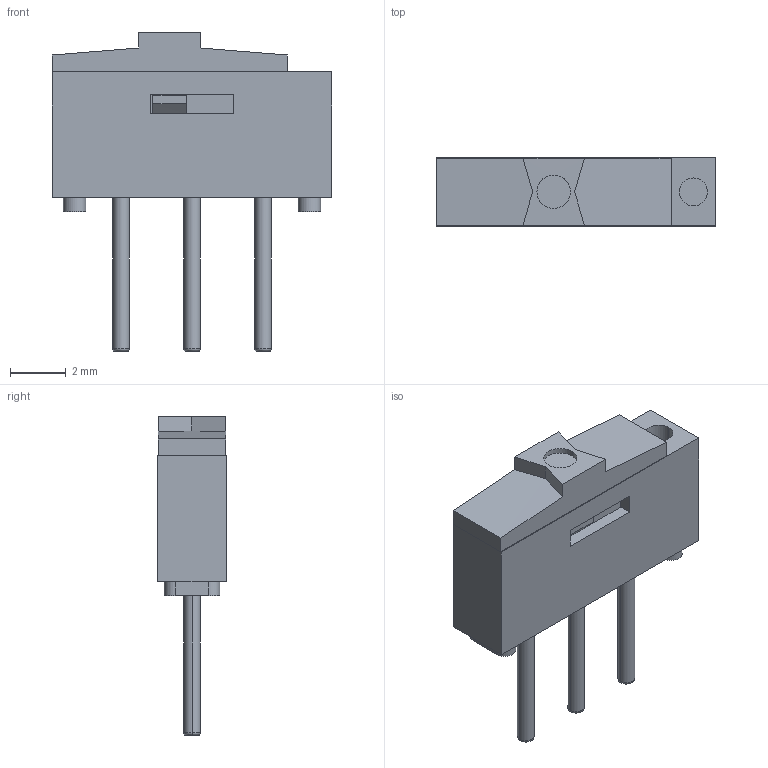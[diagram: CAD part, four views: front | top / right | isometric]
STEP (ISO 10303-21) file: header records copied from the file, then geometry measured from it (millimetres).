
FILE_DESCRIPTION(('STEP AP203'),'1');
FILE_NAME('70274592.stp','2019-10-11T05:36:13',('TraceParts'),('TraceParts S.A.'),'Spatial InterOp 3D',' ',' ');
FILE_SCHEMA(('CONFIG_CONTROL_DESIGN'));
Length unit declared in the file: millimetre
Products named in the file (1): 1
Bounding box: 10 x 2.44 x 11.4 mm (x, y, z)
Volume: 131.1 mm3; surface area: 231.7 mm2
Topology: 1 solids, 1 shells, 76 faces, 180 edges, 116 vertices
Faces by surface type: plane 50, cylinder 20, torus 6
Entity records: 2225 total; most frequent: DIRECTION 383, CARTESIAN_POINT 376, ORIENTED_EDGE 360, EDGE_CURVE 180, AXIS2_PLACEMENT_3D 129, LINE 125, VECTOR 125, VERTEX_POINT 116
